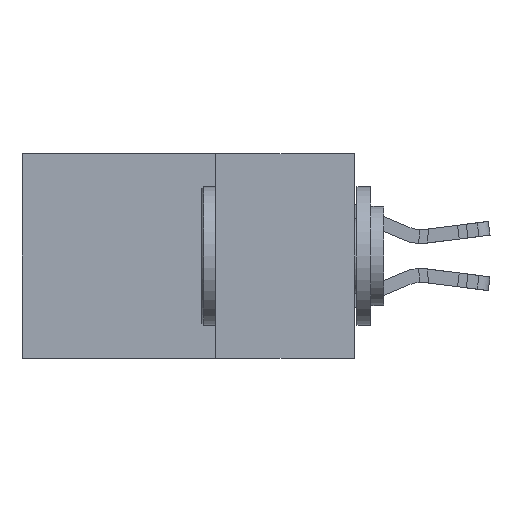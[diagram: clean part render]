
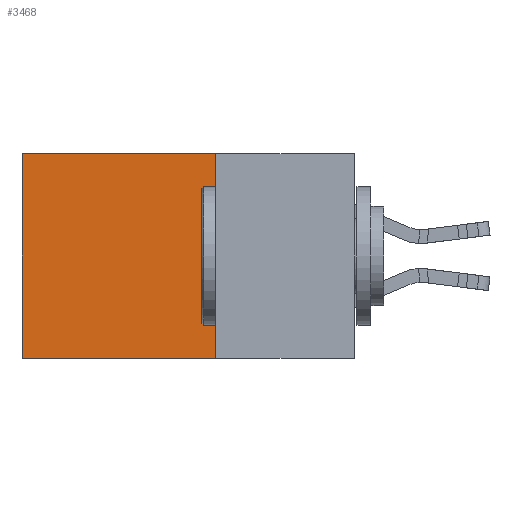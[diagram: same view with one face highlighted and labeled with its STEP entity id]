
A CAD part, left-side view. The second image highlights one B-rep face of the part: STEP entity #3468.
In plain terms, the highlighted planar face has unit normal (-1, 0, 0).
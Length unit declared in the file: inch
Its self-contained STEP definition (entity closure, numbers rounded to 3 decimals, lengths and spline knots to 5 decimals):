
#1757 = VECTOR ( 'NONE', #14712, 39.37008 ) ;
#1798 = VERTEX_POINT ( 'NONE', #22968 ) ;
#1872 = ORIENTED_EDGE ( 'NONE', *, *, #28562, .F. ) ;
#2459 = FACE_OUTER_BOUND ( 'NONE', #13172, .T. ) ;
#3210 = CARTESIAN_POINT ( 'NONE',  ( 0.298, 0.25, -0.37 ) ) ;
#3347 = VERTEX_POINT ( 'NONE', #19014 ) ;
#3468 = ADVANCED_FACE ( 'NONE', ( #2459 ), #28249, .F. ) ;
#6062 = CARTESIAN_POINT ( 'NONE',  ( 0.298, 0.25, 0. ) ) ;
#7168 = LINE ( 'NONE', #6062, #17006 ) ;
#7960 = ORIENTED_EDGE ( 'NONE', *, *, #26362, .T. ) ;
#8369 = LINE ( 'NONE', #21894, #13680 ) ;
#8508 = LINE ( 'NONE', #10178, #1757 ) ;
#9160 = LINE ( 'NONE', #3210, #14428 ) ;
#9162 = CARTESIAN_POINT ( 'NONE',  ( 0.298, 0.6, 0. ) ) ;
#10178 = CARTESIAN_POINT ( 'NONE',  ( 0.298, 0.6, 0. ) ) ;
#11163 = VERTEX_POINT ( 'NONE', #9162 ) ;
#13008 = DIRECTION ( 'NONE',  ( 0., 1., 0. ) ) ;
#13172 = EDGE_LOOP ( 'NONE', ( #7960, #26501, #1872, #18301 ) ) ;
#13680 = VECTOR ( 'NONE', #24126, 39.37008 ) ;
#14428 = VECTOR ( 'NONE', #16764, 39.37008 ) ;
#14712 = DIRECTION ( 'NONE',  ( 0., 0., -1. ) ) ;
#16764 = DIRECTION ( 'NONE',  ( 0., 1., 0. ) ) ;
#17006 = VECTOR ( 'NONE', #13008, 39.37008 ) ;
#17284 = EDGE_CURVE ( 'NONE', #18433, #3347, #9160, .T. ) ;
#18301 = ORIENTED_EDGE ( 'NONE', *, *, #22228, .T. ) ;
#18433 = VERTEX_POINT ( 'NONE', #22970 ) ;
#19014 = CARTESIAN_POINT ( 'NONE',  ( 0.298, 0.6, -0.37 ) ) ;
#19534 = AXIS2_PLACEMENT_3D ( 'NONE', #27935, #25635, #27363 ) ;
#21894 = CARTESIAN_POINT ( 'NONE',  ( 0.298, 0.25, 0. ) ) ;
#22228 = EDGE_CURVE ( 'NONE', #1798, #11163, #7168, .T. ) ;
#22968 = CARTESIAN_POINT ( 'NONE',  ( 0.298, 0.25, 0. ) ) ;
#22970 = CARTESIAN_POINT ( 'NONE',  ( 0.298, 0.25, -0.37 ) ) ;
#24126 = DIRECTION ( 'NONE',  ( 0., 0., -1. ) ) ;
#25635 = DIRECTION ( 'NONE',  ( 1., 0., 0. ) ) ;
#26362 = EDGE_CURVE ( 'NONE', #11163, #3347, #8508, .T. ) ;
#26501 = ORIENTED_EDGE ( 'NONE', *, *, #17284, .F. ) ;
#27363 = DIRECTION ( 'NONE',  ( 0., 0., -1. ) ) ;
#27935 = CARTESIAN_POINT ( 'NONE',  ( 0.298, 0.25, 0. ) ) ;
#28249 = PLANE ( 'NONE',  #19534 ) ;
#28562 = EDGE_CURVE ( 'NONE', #1798, #18433, #8369, .T. ) ;
